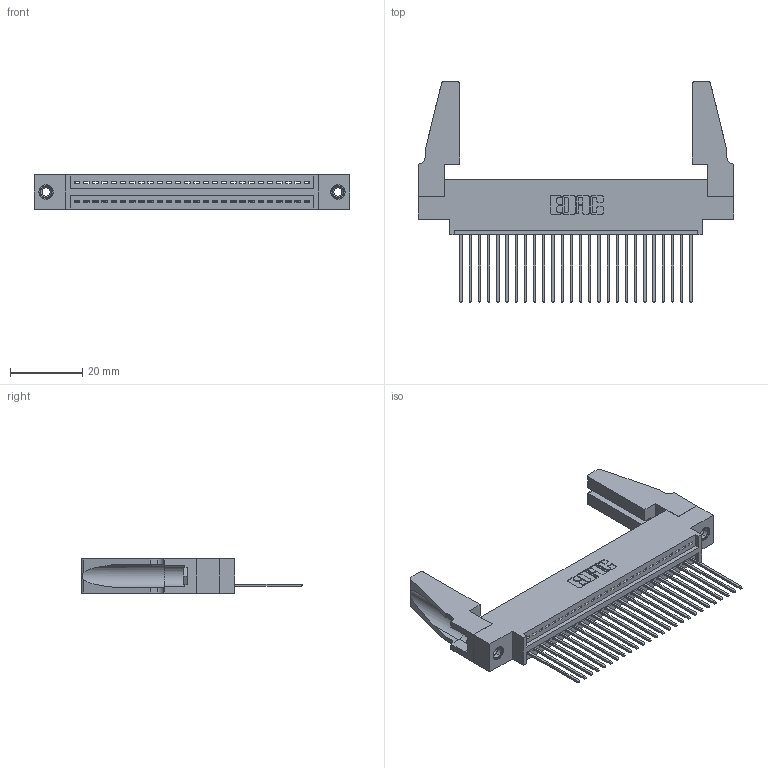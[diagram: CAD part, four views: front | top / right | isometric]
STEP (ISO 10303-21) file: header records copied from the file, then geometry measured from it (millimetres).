
FILE_DESCRIPTION (( 'STEP AP203' ), '1' );
FILE_NAME ('345-026-541-688.STEP', '2019-10-07T02:33:57', ( '' ), ( '' ), 'SwSTEP 2.0', 'SolidWorks 2016', '' );
FILE_SCHEMA (( 'CONFIG_CONTROL_DESIGN' ));
Length unit declared in the file: inch
Products named in the file (5): 345 Part_0.170 Offset - 0.156 Dia-TH; 345-026-541-688; 345-292-001_345-293-141; 345-250-001_345-250-001-102; 345-220-078_345-220-088
Assembly tree (31 placements, depth 2):
  345-026-541-688
    345 Part_0.170 Offset - 0.156 Dia-TH
    345-292-001_345-293-141  x26
    345-250-001_345-250-001-102  x2
    345-220-078_345-220-088  x2
Bounding box: 87.27 x 61.14 x 9.4 mm (x, y, z)
Volume: 11383.3 mm3; surface area: 14348.2 mm2
Topology: 31 solids, 31 shells, 1762 faces, 5243 edges, 3450 vertices
Faces by surface type: plane 1196, cylinder 550, cone 12, torus 4
Entity records: 24020 total; most frequent: CARTESIAN_POINT 4152, ORIENTED_EDGE 4072, DIRECTION 3656, EDGE_CURVE 2036, VECTOR 1758, LINE 1758, VERTEX_POINT 1350, AXIS2_PLACEMENT_3D 949
